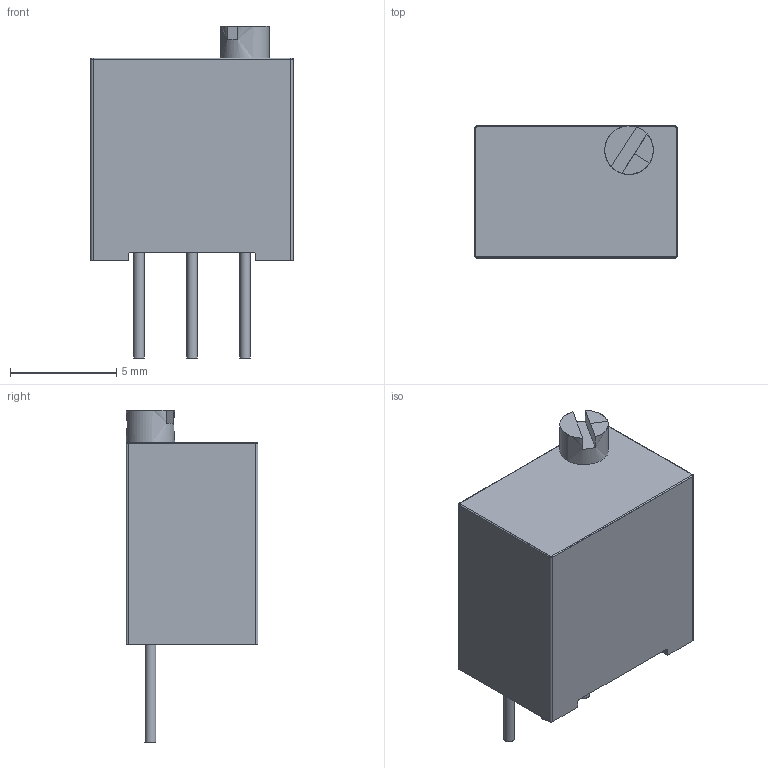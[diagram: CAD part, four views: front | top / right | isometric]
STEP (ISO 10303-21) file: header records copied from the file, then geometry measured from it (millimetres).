
FILE_DESCRIPTION(('FreeCAD Model'),'2;1');
FILE_NAME('68W.step', '2018-04-12T23:51:00',('Author'),(''), 'Open CASCADE STEP processor 6.8','FreeCAD','Unknown');
FILE_SCHEMA(('AUTOMOTIVE_DESIGN_CC2 { 1 2 10303 214 -1 1 5 4 }'));
Length unit declared in the file: millimetre
Products named in the file (49): ASSEMBLY; Package; Package001; Adj004; Adj; Pins; Adj005; Pins001; Package035; Pins005; Package028; Package029; Package030; Package031; Package033; Pins002; Package027; Pins003; Package032; Pins004; Adj001; Adj002; Package034; Adj003; Package026; Package016; Package006; Package002; Package003; Package012; Package010; Package020; Package005; Package023; Package008; Package019; Package004; Package009; Package021; Package014 ...
Assembly tree (48 placements, depth 2):
  ASSEMBLY
    Package
    Package001
    Adj004
    Adj
    Pins
    Adj005
    Pins001
    Package035
    Pins005
    Package028
    Package029
    Package030
    Package031
    Package033
    Pins002
    Package027
    Pins003
    Package032
    Pins004
    Adj001
    Adj002
    Package034
    Adj003
    Package026
    Package016
    Package006
    Package002
    Package003
    Package012
    Package010
    Package020
    Package005
    Package023
    Package008
    Package019
    Package004
    Package009
    Package021
    Package014
    Package024
    Package007
    Package017
    Package011
    Package013
    Package018
    Package015
    Package022
    Package025
Bounding box: 9.53 x 6.22 x 15.64 mm (x, y, z)
Surface area: 457.5 mm2 (no closed solid volume)
Topology: 0 solids, 48 shells, 49 faces, 210 edges, 205 vertices
Faces by surface type: plane 19, bspline 18, cylinder 12
Entity records: 8587 total; most frequent: CARTESIAN_POINT 4729, DIRECTION 474, ORIENTED_EDGE 215, PCURVE 215, DEFINITIONAL_REPRESENTATION 215, EDGE_CURVE 210, SURFACE_CURVE 206, VERTEX_POINT 205
